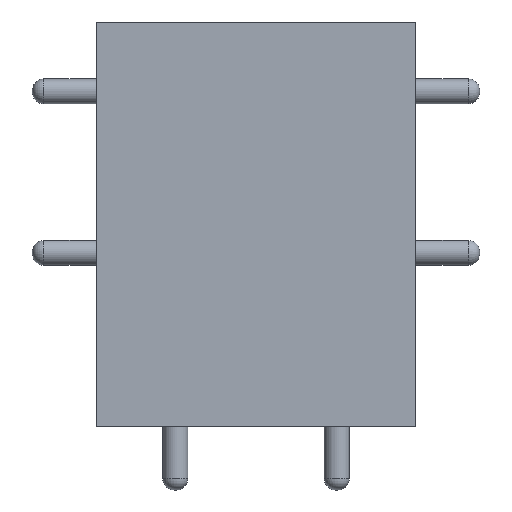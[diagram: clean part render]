
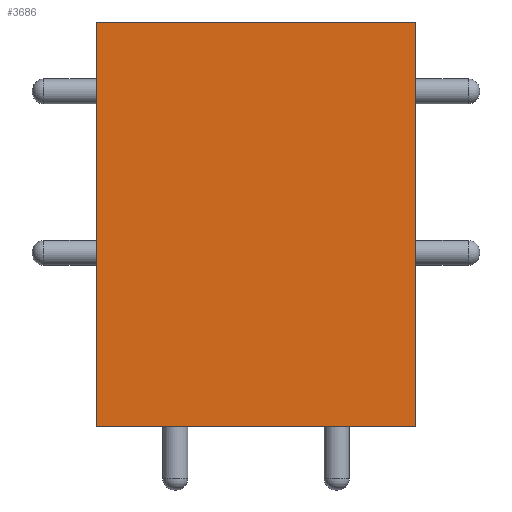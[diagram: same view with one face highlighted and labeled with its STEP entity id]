
A CAD part, front view. The second image highlights one B-rep face of the part: STEP entity #3686.
In plain terms, the highlighted planar face has unit normal (0, -1, 0).
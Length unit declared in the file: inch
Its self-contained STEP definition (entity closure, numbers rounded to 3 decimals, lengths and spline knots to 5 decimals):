
#107 = DIRECTION ( 'NONE',  ( 0., 1., 0. ) ) ;
#998 = FACE_OUTER_BOUND ( 'NONE', #5319, .T. ) ;
#1171 = ORIENTED_EDGE ( 'NONE', *, *, #10989, .T. ) ;
#1569 = CARTESIAN_POINT ( 'NONE',  ( 0.3937, -0.3937, -0.62598 ) ) ;
#1825 = DIRECTION ( 'NONE',  ( 0., 0., 1. ) ) ;
#2009 = VERTEX_POINT ( 'NONE', #1569 ) ;
#2535 = DIRECTION ( 'NONE',  ( -1., 0., 0. ) ) ;
#2642 = VECTOR ( 'NONE', #10646, 39.37008 ) ;
#2686 = VECTOR ( 'NONE', #10620, 39.37008 ) ;
#2971 = CARTESIAN_POINT ( 'NONE',  ( 0.3937, -0.3937, 0.37008 ) ) ;
#3366 = LINE ( 'NONE', #4222, #9750 ) ;
#3686 = ADVANCED_FACE ( 'NONE', ( #998 ), #9471, .F. ) ;
#3993 = CARTESIAN_POINT ( 'NONE',  ( 0.3937, -0.3937, -0.62598 ) ) ;
#4164 = ORIENTED_EDGE ( 'NONE', *, *, #9072, .F. ) ;
#4222 = CARTESIAN_POINT ( 'NONE',  ( -0.3937, -0.3937, 0.37008 ) ) ;
#4648 = VERTEX_POINT ( 'NONE', #10658 ) ;
#4898 = VERTEX_POINT ( 'NONE', #8800 ) ;
#5150 = EDGE_CURVE ( 'NONE', #4648, #4898, #3366, .T. ) ;
#5319 = EDGE_LOOP ( 'NONE', ( #6741, #4164, #6798, #1171 ) ) ;
#5513 = CARTESIAN_POINT ( 'NONE',  ( 0.3937, -0.3937, 0.37008 ) ) ;
#5890 = LINE ( 'NONE', #3993, #8297 ) ;
#6741 = ORIENTED_EDGE ( 'NONE', *, *, #5150, .T. ) ;
#6787 = EDGE_CURVE ( 'NONE', #10555, #2009, #8182, .T. ) ;
#6798 = ORIENTED_EDGE ( 'NONE', *, *, #6787, .F. ) ;
#8182 = LINE ( 'NONE', #5513, #2642 ) ;
#8233 = CARTESIAN_POINT ( 'NONE',  ( 0.3937, -0.3937, 0.37008 ) ) ;
#8297 = VECTOR ( 'NONE', #2535, 39.37008 ) ;
#8352 = DIRECTION ( 'NONE',  ( 0., 0., -1. ) ) ;
#8749 = CARTESIAN_POINT ( 'NONE',  ( 0.3937, -0.3937, 0.37008 ) ) ;
#8800 = CARTESIAN_POINT ( 'NONE',  ( -0.3937, -0.3937, -0.62598 ) ) ;
#9072 = EDGE_CURVE ( 'NONE', #2009, #4898, #5890, .T. ) ;
#9471 = PLANE ( 'NONE',  #10541 ) ;
#9750 = VECTOR ( 'NONE', #8352, 39.37008 ) ;
#10541 = AXIS2_PLACEMENT_3D ( 'NONE', #8749, #107, #1825 ) ;
#10555 = VERTEX_POINT ( 'NONE', #8233 ) ;
#10620 = DIRECTION ( 'NONE',  ( -1., 0., 0. ) ) ;
#10646 = DIRECTION ( 'NONE',  ( 0., 0., -1. ) ) ;
#10658 = CARTESIAN_POINT ( 'NONE',  ( -0.3937, -0.3937, 0.37008 ) ) ;
#10728 = LINE ( 'NONE', #2971, #2686 ) ;
#10989 = EDGE_CURVE ( 'NONE', #10555, #4648, #10728, .T. ) ;
